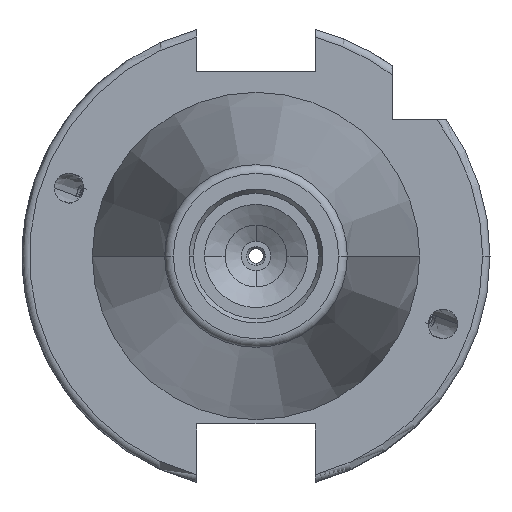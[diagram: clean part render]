
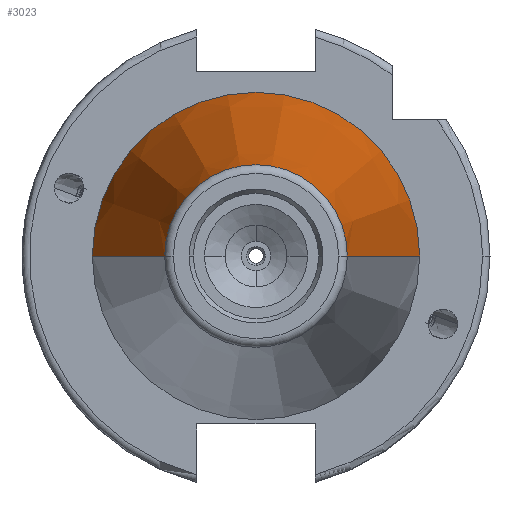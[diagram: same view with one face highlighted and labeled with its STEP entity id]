
A CAD part, left-side view. The second image highlights one B-rep face of the part: STEP entity #3023.
In plain terms, the highlighted conical face has half-angle 8.297 degrees and reference radius 22.225 mm.
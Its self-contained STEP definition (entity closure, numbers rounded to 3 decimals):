
#17 = ORIENTED_EDGE ( 'NONE', *, *, #2657, .F. ) ;
#98 = ORIENTED_EDGE ( 'NONE', *, *, #5350, .F. ) ;
#276 = EDGE_CURVE ( 'NONE', #2641, #2899, #4661, .T. ) ;
#277 = DIRECTION ( 'NONE',  ( 0., 1., 0. ) ) ;
#571 = LINE ( 'NONE', #2879, #1890 ) ;
#878 = ORIENTED_EDGE ( 'NONE', *, *, #2791, .T. ) ;
#948 = CIRCLE ( 'NONE', #2275, 12.4 ) ;
#1004 = AXIS2_PLACEMENT_3D ( 'NONE', #4730, #2284, #5265 ) ;
#1262 = DIRECTION ( 'NONE',  ( 0.99, 0.144, 0. ) ) ;
#1302 = CARTESIAN_POINT ( 'NONE',  ( -67.373, 0., 0. ) ) ;
#1734 = CARTESIAN_POINT ( 'NONE',  ( 0., -22.225, 0. ) ) ;
#1800 = DIRECTION ( 'NONE',  ( 0., -1., 0. ) ) ;
#1890 = VECTOR ( 'NONE', #3843, 1000. ) ;
#2275 = AXIS2_PLACEMENT_3D ( 'NONE', #1302, #4721, #1800 ) ;
#2284 = DIRECTION ( 'NONE',  ( -1., 0., 0. ) ) ;
#2641 = VERTEX_POINT ( 'NONE', #1734 ) ;
#2657 = EDGE_CURVE ( 'NONE', #4835, #3677, #948, .T. ) ;
#2791 = EDGE_CURVE ( 'NONE', #4835, #2641, #571, .T. ) ;
#2879 = CARTESIAN_POINT ( 'NONE',  ( 0., -22.225, 0. ) ) ;
#2899 = VERTEX_POINT ( 'NONE', #4193 ) ;
#3023 = ADVANCED_FACE ( 'NONE', ( #3113 ), #4262, .T. ) ;
#3032 = VECTOR ( 'NONE', #1262, 1000. ) ;
#3113 = FACE_OUTER_BOUND ( 'NONE', #4258, .T. ) ;
#3183 = CARTESIAN_POINT ( 'NONE',  ( -67.373, 12.4, 0. ) ) ;
#3677 = VERTEX_POINT ( 'NONE', #3183 ) ;
#3779 = AXIS2_PLACEMENT_3D ( 'NONE', #5181, #5661, #277 ) ;
#3843 = DIRECTION ( 'NONE',  ( 0.99, -0.144, 0. ) ) ;
#4193 = CARTESIAN_POINT ( 'NONE',  ( 0., 22.225, 0. ) ) ;
#4258 = EDGE_LOOP ( 'NONE', ( #17, #878, #6125, #98 ) ) ;
#4262 = CONICAL_SURFACE ( 'NONE', #3779, 22.225, 0.145 ) ;
#4661 = CIRCLE ( 'NONE', #1004, 22.225 ) ;
#4721 = DIRECTION ( 'NONE',  ( -1., 0., 0. ) ) ;
#4730 = CARTESIAN_POINT ( 'NONE',  ( 0., 0., 0. ) ) ;
#4835 = VERTEX_POINT ( 'NONE', #5042 ) ;
#5042 = CARTESIAN_POINT ( 'NONE',  ( -67.373, -12.4, 0. ) ) ;
#5181 = CARTESIAN_POINT ( 'NONE',  ( 0., 0., 0. ) ) ;
#5265 = DIRECTION ( 'NONE',  ( 0., -1., 0. ) ) ;
#5350 = EDGE_CURVE ( 'NONE', #3677, #2899, #5489, .T. ) ;
#5489 = LINE ( 'NONE', #6144, #3032 ) ;
#5661 = DIRECTION ( 'NONE',  ( 1., 0., 0. ) ) ;
#6125 = ORIENTED_EDGE ( 'NONE', *, *, #276, .T. ) ;
#6144 = CARTESIAN_POINT ( 'NONE',  ( 0., 22.225, 0. ) ) ;
